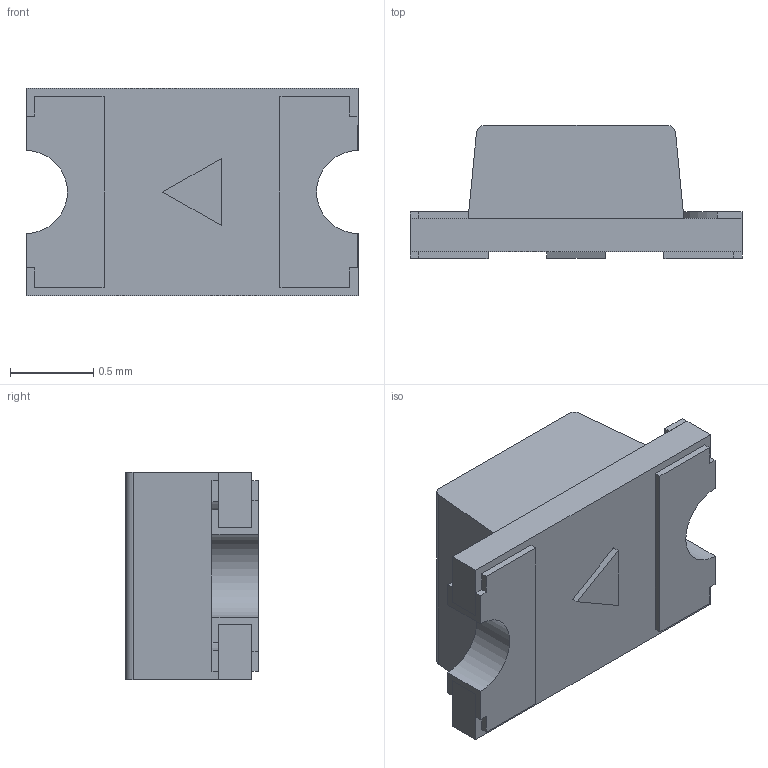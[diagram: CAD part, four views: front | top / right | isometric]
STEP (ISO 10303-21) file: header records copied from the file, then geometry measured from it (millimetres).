
FILE_DESCRIPTION (( 'STEP AP214' ), '1' );
FILE_NAME ('KT-0805W.STEP', '2023-11-15T17:09:46', ( '' ), ( '' ), 'SwSTEP 2.0', 'SolidWorks 2021', '' );
FILE_SCHEMA (( 'AUTOMOTIVE_DESIGN' ));
Length unit declared in the file: millimetre
Products named in the file (1): KT-0805W
Bounding box: 2 x 0.8 x 1.25 mm (x, y, z)
Volume: 1.4 mm3; surface area: 15.8 mm2
Topology: 7 solids, 7 shells, 75 faces, 183 edges, 122 vertices
Faces by surface type: plane 61, cylinder 14
Entity records: 2273 total; most frequent: CARTESIAN_POINT 381, ORIENTED_EDGE 366, DIRECTION 363, EDGE_CURVE 183, VECTOR 155, LINE 155, VERTEX_POINT 122, AXIS2_PLACEMENT_3D 104
